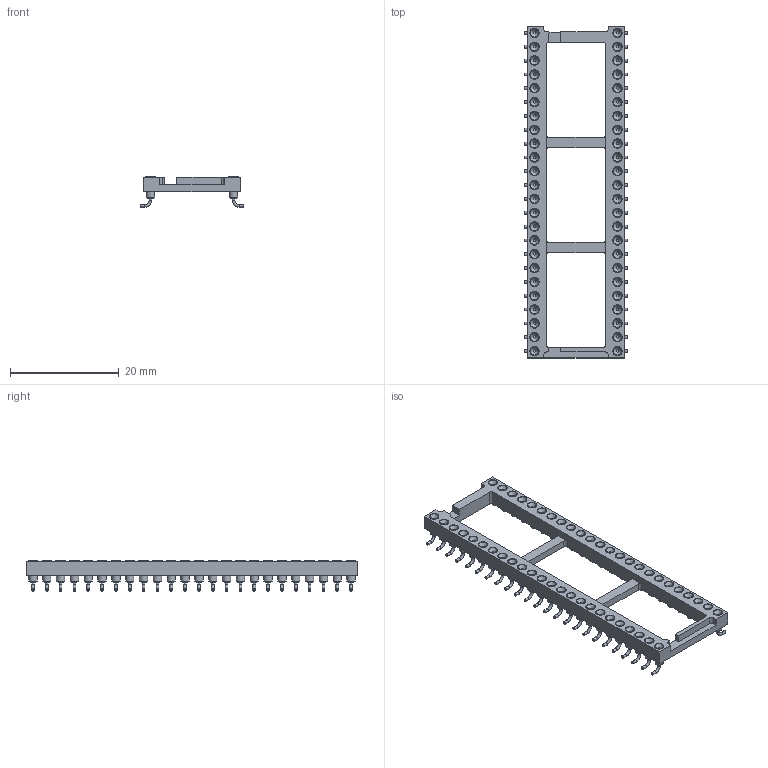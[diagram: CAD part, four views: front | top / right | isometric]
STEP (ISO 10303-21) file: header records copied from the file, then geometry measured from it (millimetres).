
FILE_DESCRIPTION(/* description */ ('model of DIP-48_W16.51mm_SMDSocket_LongPads'),/* implementation_level */ '2;1');
FILE_NAME(/* name */ 'DIP-48_W16.51mm_SMDSocket_LongPads.step',/* time_stamp */ '2017-11-03T14:44:30',/* author */ ('Terje Io','https://github.com/terjeio'),/* organization */ ('FreeCAD'),/* preprocessor_version */ 'OCC',/* originating_system */ 'kicad StepUp',/* authorisation */ '');
FILE_SCHEMA(('AUTOMOTIVE_DESIGN_CC2 { 1 2 10303 214 -1 1 5 4 }'));
Length unit declared in the file: millimetre
Products named in the file (1): DIP_48_W1651mm_SMDSocket_LongPads
Bounding box: 19.04 x 60.96 x 5.58 mm (x, y, z)
Volume: 1337.6 mm3; surface area: 2491 mm2
Topology: 1 solids, 1 shells, 719 faces, 1246 edges, 766 vertices
Faces by surface type: plane 271, cylinder 256, cone 144, torus 48
Full cylindrical faces by diameter (mm): 0.508 x144, 1.524 x48, 1.724 x48
Entity records: 22298 total; most frequent: DIRECTION 3438, CARTESIAN_POINT 2732, ORIENTED_EDGE 2492, AXIS2_PLACEMENT_3D 1472, EDGE_CURVE 1246, FACE_BOUND 962, EDGE_LOOP 962, VERTEX_POINT 766
